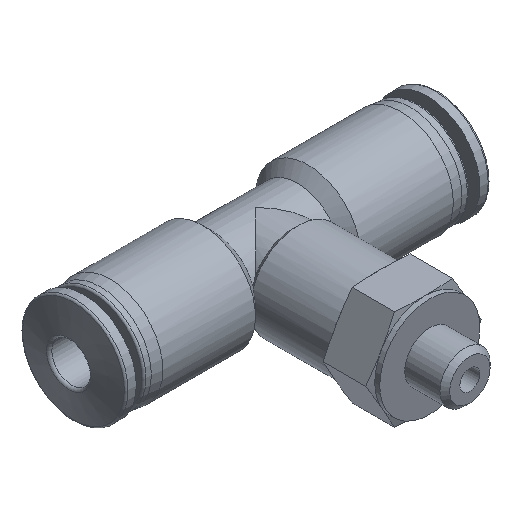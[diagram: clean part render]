
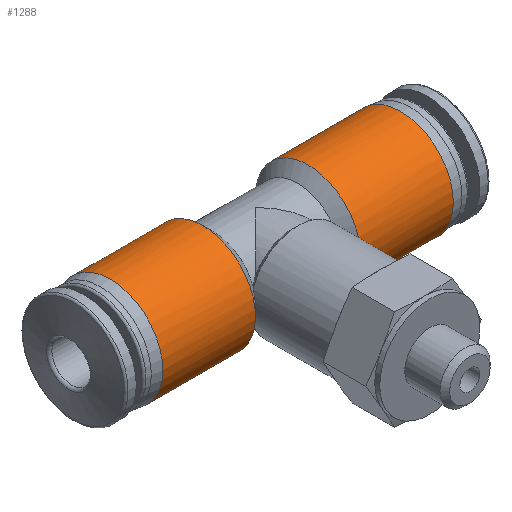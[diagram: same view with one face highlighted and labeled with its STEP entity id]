
A CAD part, isometric view. The second image highlights one B-rep face of the part: STEP entity #1288.
In plain terms, the highlighted cylindrical face has radius 5.25 mm (diameter 10.5 mm), a full revolution.
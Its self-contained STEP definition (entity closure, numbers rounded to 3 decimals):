
#51=LINE('',#1947,#61);
#52=LINE('',#1948,#62);
#61=VECTOR('',#1577,1000.);
#62=VECTOR('',#1578,1000.);
#204=ORIENTED_EDGE('',*,*,#407,.F.);
#205=ORIENTED_EDGE('',*,*,#406,.T.);
#206=ORIENTED_EDGE('',*,*,#394,.T.);
#207=ORIENTED_EDGE('',*,*,#408,.T.);
#208=ORIENTED_EDGE('',*,*,#370,.F.);
#209=ORIENTED_EDGE('',*,*,#409,.F.);
#370=EDGE_CURVE('',#474,#476,#548,.T.);
#394=EDGE_CURVE('',#492,#495,#553,.T.);
#406=EDGE_CURVE('',#505,#505,#565,.T.);
#407=EDGE_CURVE('',#506,#506,#566,.T.);
#408=EDGE_CURVE('',#495,#476,#51,.T.);
#409=EDGE_CURVE('',#492,#474,#52,.T.);
#474=VERTEX_POINT('',#1821);
#476=VERTEX_POINT('',#1824);
#492=VERTEX_POINT('',#1890);
#495=VERTEX_POINT('',#1910);
#505=VERTEX_POINT('',#1943);
#506=VERTEX_POINT('',#1946);
#548=CIRCLE('',#1355,5.25);
#553=CIRCLE('',#1367,5.25);
#565=CIRCLE('',#1389,5.25);
#566=CIRCLE('',#1391,5.25);
#629=EDGE_LOOP('',(#204));
#630=EDGE_LOOP('',(#205));
#631=EDGE_LOOP('',(#206,#207,#208,#209));
#731=FACE_BOUND('',#629,.T.);
#732=FACE_BOUND('',#630,.T.);
#733=FACE_BOUND('',#631,.T.);
#804=CYLINDRICAL_SURFACE('',#1390,5.25);
#1288=ADVANCED_FACE('',(#731,#732,#733),#804,.T.);
#1355=AXIS2_PLACEMENT_3D('',#1823,#1501,#1502);
#1367=AXIS2_PLACEMENT_3D('',#1911,#1527,#1528);
#1389=AXIS2_PLACEMENT_3D('',#1942,#1571,#1572);
#1390=AXIS2_PLACEMENT_3D('',#1944,#1573,#1574);
#1391=AXIS2_PLACEMENT_3D('',#1945,#1575,#1576);
#1501=DIRECTION('',(1.,0.,0.));
#1502=DIRECTION('',(0.,0.,-1.));
#1527=DIRECTION('',(1.,0.,0.));
#1528=DIRECTION('',(0.,0.,-1.));
#1571=DIRECTION('',(1.,0.,0.));
#1572=DIRECTION('',(0.,0.,-1.));
#1573=DIRECTION('',(1.,0.,0.));
#1574=DIRECTION('',(0.,0.,-1.));
#1575=DIRECTION('',(1.,0.,0.));
#1576=DIRECTION('',(0.,0.,-1.));
#1577=DIRECTION('',(-1.,0.,0.));
#1578=DIRECTION('',(-1.,0.,0.));
#1821=CARTESIAN_POINT('',(-5.25,5.196,0.75));
#1823=CARTESIAN_POINT('',(-5.25,0.,0.));
#1824=CARTESIAN_POINT('',(-5.25,5.196,-0.75));
#1890=CARTESIAN_POINT('',(5.25,5.196,0.75));
#1910=CARTESIAN_POINT('',(5.25,5.196,-0.75));
#1911=CARTESIAN_POINT('',(5.25,0.,0.));
#1942=CARTESIAN_POINT('',(-14.5,0.,0.));
#1943=CARTESIAN_POINT('',(-14.5,0.,-5.25));
#1944=CARTESIAN_POINT('',(18.65,0.,0.));
#1945=CARTESIAN_POINT('',(14.5,0.,0.));
#1946=CARTESIAN_POINT('',(14.5,0.,-5.25));
#1947=CARTESIAN_POINT('',(5.25,5.196,-0.75));
#1948=CARTESIAN_POINT('',(5.25,5.196,0.75));
